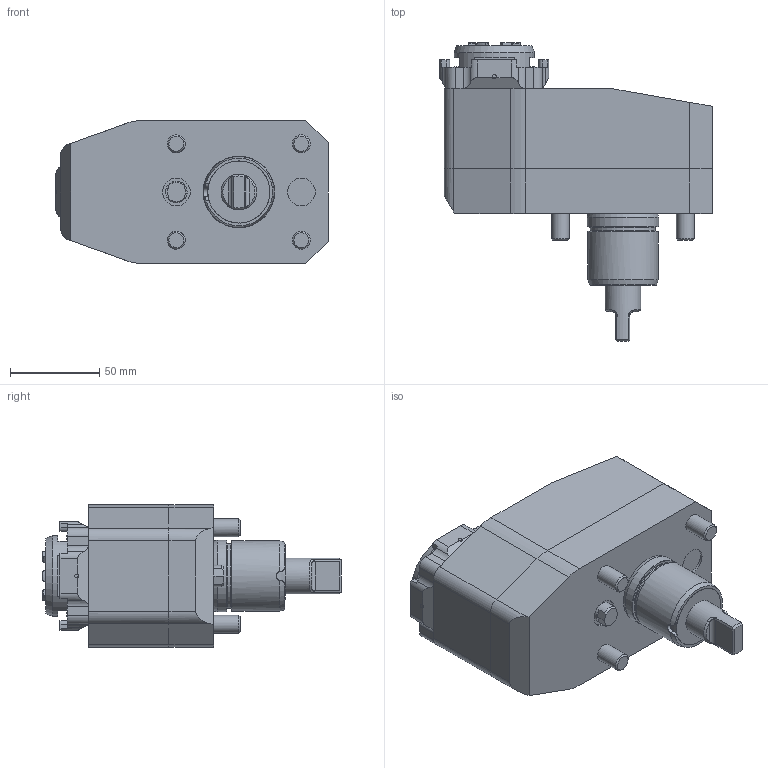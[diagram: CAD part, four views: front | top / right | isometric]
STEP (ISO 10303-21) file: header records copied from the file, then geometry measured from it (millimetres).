
FILE_DESCRIPTION (( 'STEP AP214' ), '1' );
FILE_NAME ('RAPPDH25I121UMR4072.STEP', '2024-03-19T07:58:05', ( '' ), ( '' ), 'SwSTEP 2.0', 'SolidWorks 2023', '' );
FILE_SCHEMA (( 'AUTOMOTIVE_DESIGN' ));
Length unit declared in the file: millimetre
Products named in the file (1): RAPPDH25I121UMR4072
Bounding box: 152.5 x 167.15 x 80 mm (x, y, z)
Volume: 881066.8 mm3; surface area: 65613.9 mm2
Topology: 1 solids, 1 shells, 608 faces, 1574 edges, 1031 vertices
Faces by surface type: plane 378, cylinder 109, bspline 92, cone 25, torus 4
Full cylindrical faces by diameter (mm): 1.7 x1, 2.1 x1, 6.366 x1, 10 x4, 12 x1, 20 x1, 36.4 x1, 39.5 x1, 40 x1, 45 x1
Entity records: 23970 total; most frequent: CARTESIAN_POINT 9893, ORIENTED_EDGE 3072, DIRECTION 2545, EDGE_CURVE 1536, LINE 1033, VECTOR 1033, VERTEX_POINT 1020, AXIS2_PLACEMENT_3D 756
